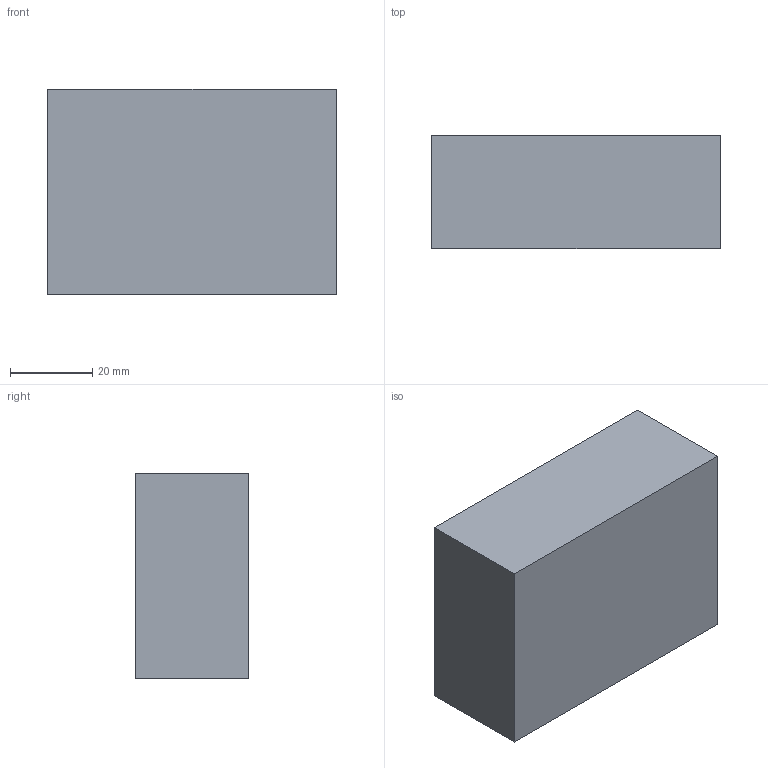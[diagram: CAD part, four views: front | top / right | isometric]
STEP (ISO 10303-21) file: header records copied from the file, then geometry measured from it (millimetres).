
FILE_DESCRIPTION (( 'STEP AP203' ), '1' );
FILE_NAME ('Part2.STEP', '2024-04-12T15:28:58', ( '' ), ( '' ), 'SwSTEP 2.0', 'SolidWorks 2020', '' );
FILE_SCHEMA (( 'CONFIG_CONTROL_DESIGN' ));
Length unit declared in the file: millimetre
Products named in the file (1): Part2
Bounding box: 70 x 27.5 x 50 mm (x, y, z)
Volume: 78131.5 mm3; surface area: 15410 mm2
Topology: 1 solids, 1 shells, 31 faces, 76 edges, 43 vertices
Faces by surface type: cylinder 8, cone 8, bspline 8, plane 7
Entity records: 2140 total; most frequent: CARTESIAN_POINT 1432, ORIENTED_EDGE 132, DIRECTION 118, EDGE_CURVE 66, AXIS2_PLACEMENT_3D 44, VERTEX_POINT 43, EDGE_LOOP 37, FACE_OUTER_BOUND 31
